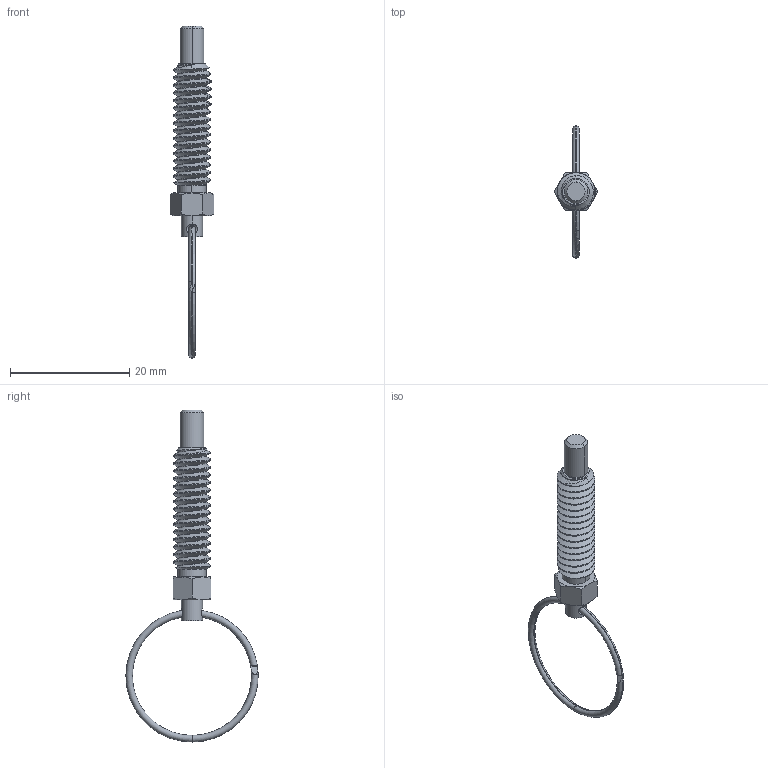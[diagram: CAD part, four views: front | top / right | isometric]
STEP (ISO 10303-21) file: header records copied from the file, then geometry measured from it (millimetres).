
FILE_DESCRIPTION (( 'STEP AP214' ), '1' );
FILE_NAME ('Spring Plunger (8500A521).step', '2023-01-06T00:25:06', ( '' ), ( '' ), 'SwSTEP 2.0', 'SolidWorks 2019', '' );
FILE_SCHEMA (( 'AUTOMOTIVE_DESIGN' ));
Length unit declared in the file: inch
Products named in the file (1): Spring Plunger (8500A521)
Bounding box: 7.33 x 22.15 x 55.58 mm (x, y, z)
Volume: 807.7 mm3; surface area: 1334.5 mm2
Topology: 4 solids, 4 shells, 139 faces, 371 edges, 240 vertices
Faces by surface type: cylinder 49, bspline 39, plane 26, cone 19, torus 6
Entity records: 23533 total; most frequent: CARTESIAN_POINT 20637, ORIENTED_EDGE 742, DIRECTION 391, EDGE_CURVE 371, VERTEX_POINT 240, AXIS2_PLACEMENT_3D 156, B_SPLINE_CURVE_WITH_KNOTS 154, EDGE_LOOP 141
